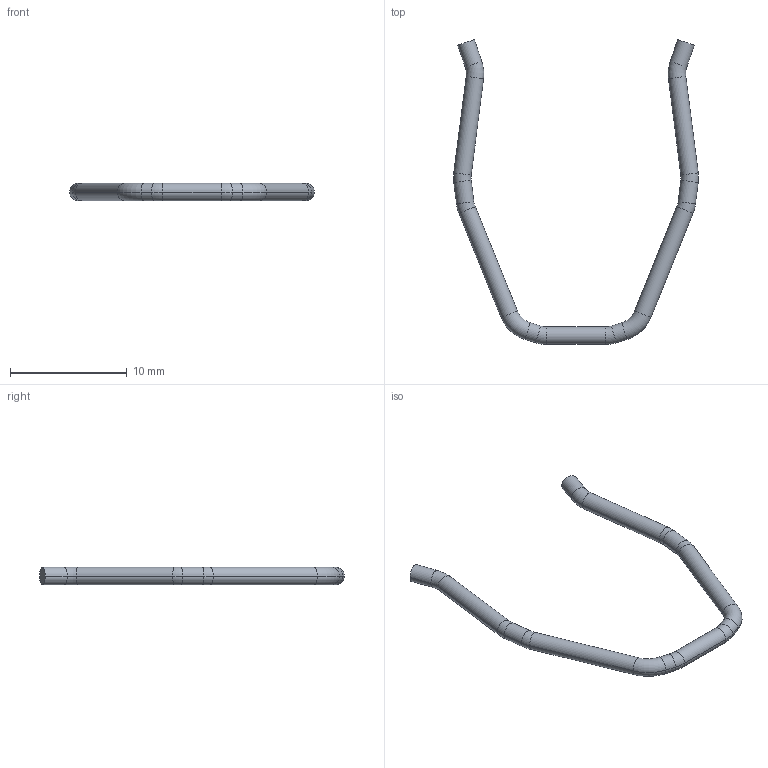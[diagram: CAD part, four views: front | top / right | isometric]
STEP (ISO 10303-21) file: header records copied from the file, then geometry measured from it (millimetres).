
FILE_DESCRIPTION(('CATIA V5 STEP Exchange','CAx-IF Rec.Pracs.--- Model Styling and Organization---1.4--- 2014-01-23'),'2;1');
FILE_NAME ('1301695-4_0', '2020-12-07T09:49:44+00:00', ('none'), ('Weidmueller'), 'CATIA Version 5-6 Release 2016 SP3 HF44', 'CATIA V5 STEP AP214', 'none');
FILE_SCHEMA(('AUTOMOTIVE_DESIGN { 1 0 10303 214 1 1 1 1 }'));
Length unit declared in the file: millimetre
Products named in the file (1): 2778940000
Bounding box: 21.01 x 26.15 x 1.5 mm (x, y, z)
Volume: 108.4 mm3; surface area: 292.5 mm2
Topology: 1 solids, 1 shells, 44 faces, 92 edges, 50 vertices
Faces by surface type: cylinder 22, torus 20, plane 2
Entity records: 1021 total; most frequent: ORIENTED_EDGE 184, CARTESIAN_POINT 166, DIRECTION 138, EDGE_CURVE 92, AXIS2_PLACEMENT_3D 88, CIRCLE 64, VERTEX_POINT 50, ADVANCED_FACE 44
